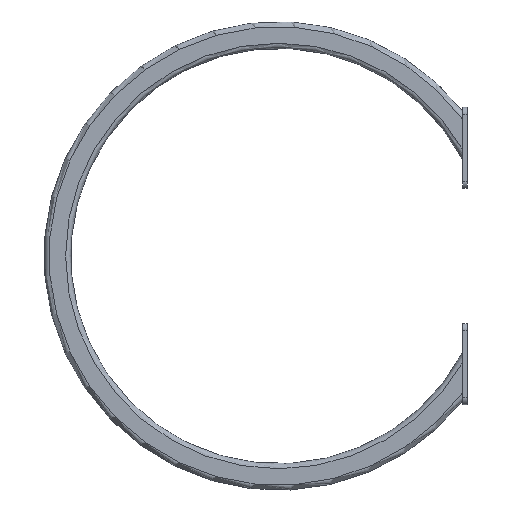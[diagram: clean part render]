
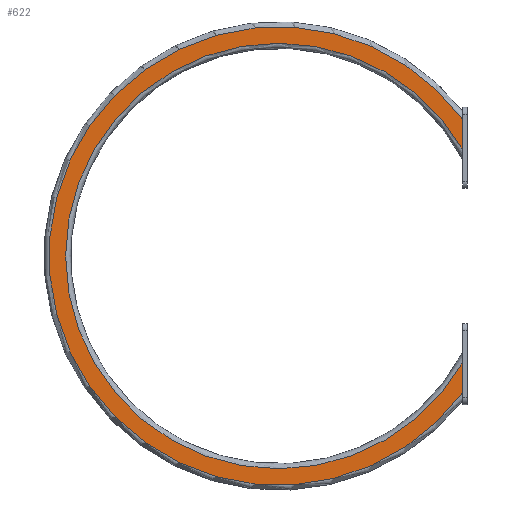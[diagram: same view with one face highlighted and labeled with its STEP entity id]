
A CAD part, left-side view. The second image highlights one B-rep face of the part: STEP entity #622.
In plain terms, the highlighted planar face has unit normal (-1, 0, 0).
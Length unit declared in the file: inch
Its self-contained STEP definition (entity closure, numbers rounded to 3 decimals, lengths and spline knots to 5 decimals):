
#63=LINE('',#1100,#101);
#64=LINE('',#1103,#102);
#101=VECTOR('',#809,2.22556);
#102=VECTOR('',#812,2.22556);
#136=PLANE('',#711);
#154=FACE_OUTER_BOUND('',#188,.T.);
#188=EDGE_LOOP('',(#451,#452,#453,#454));
#250=CIRCLE('',#710,16.95925);
#251=CIRCLE('',#712,15.74075);
#291=VERTEX_POINT('',#1059);
#292=VERTEX_POINT('',#1078);
#293=VERTEX_POINT('',#1099);
#294=VERTEX_POINT('',#1101);
#355=EDGE_CURVE('',#292,#291,#250,.T.);
#357=EDGE_CURVE('',#291,#293,#63,.T.);
#358=EDGE_CURVE('',#294,#293,#251,.T.);
#359=EDGE_CURVE('',#294,#292,#64,.T.);
#451=ORIENTED_EDGE('',*,*,#355,.T.);
#452=ORIENTED_EDGE('',*,*,#357,.T.);
#453=ORIENTED_EDGE('',*,*,#358,.F.);
#454=ORIENTED_EDGE('',*,*,#359,.T.);
#622=ADVANCED_FACE('',(#154),#136,.F.);
#710=AXIS2_PLACEMENT_3D('',#1079,#805,#806);
#711=AXIS2_PLACEMENT_3D('',#1098,#807,#808);
#712=AXIS2_PLACEMENT_3D('',#1102,#810,#811);
#805=DIRECTION('center_axis',(-1.,0.,0.));
#806=DIRECTION('ref_axis',(0.,0.,1.));
#807=DIRECTION('center_axis',(1.,0.,0.));
#808=DIRECTION('ref_axis',(0.,0.,-1.));
#809=DIRECTION('',(0.,0.,1.));
#810=DIRECTION('center_axis',(-1.,0.,0.));
#811=DIRECTION('ref_axis',(0.,0.,1.));
#812=DIRECTION('',(0.,0.,1.));
#1059=CARTESIAN_POINT('',(-0.98425,0.,-10.06448));
#1078=CARTESIAN_POINT('',(-0.98425,0.,10.06448));
#1079=CARTESIAN_POINT('Origin',(-0.98425,13.65,0.));
#1098=CARTESIAN_POINT('Origin',(-0.98425,-1.38206,7.85196));
#1099=CARTESIAN_POINT('',(-0.98425,0.,-7.83892));
#1100=CARTESIAN_POINT('',(-0.98425,0.,-10.06448));
#1101=CARTESIAN_POINT('',(-0.98425,0.,7.83892));
#1102=CARTESIAN_POINT('Origin',(-0.98425,13.65,0.));
#1103=CARTESIAN_POINT('',(-0.98425,0.,7.83892));
